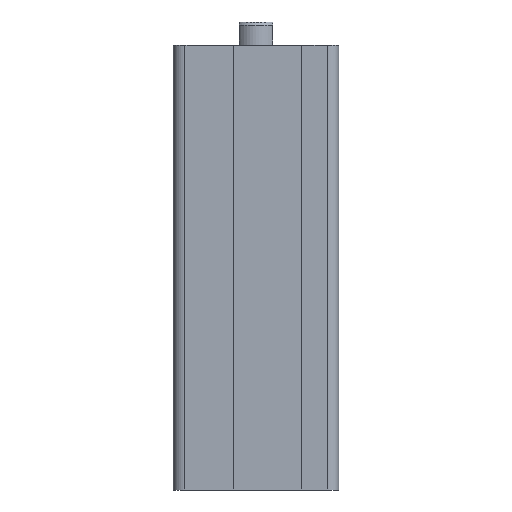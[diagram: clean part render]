
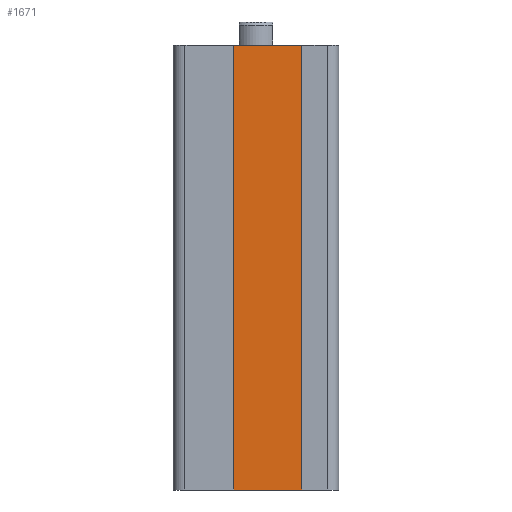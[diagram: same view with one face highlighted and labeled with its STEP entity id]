
A CAD part, left-side view. The second image highlights one B-rep face of the part: STEP entity #1671.
In plain terms, the highlighted planar face has unit normal (-1, 0, 0).
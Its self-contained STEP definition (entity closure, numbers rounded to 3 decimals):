
#745=CARTESIAN_POINT('',(-7.8,4.2,67.0));
#746=VERTEX_POINT('',#745);
#753=CARTESIAN_POINT('',(-7.8,-7.8,67.0));
#754=VERTEX_POINT('',#753);
#755=CARTESIAN_POINT('',(-7.8,-7.8,67.0));
#756=DIRECTION('',(0.0,1.0,0.0));
#757=VECTOR('',#756,12.0);
#758=LINE('',#755,#757);
#759=EDGE_CURVE('',#754,#746,#758,.T.);
#1630=CARTESIAN_POINT('',(-7.8,-7.8,0.0));
#1631=VERTEX_POINT('',#1630);
#1632=CARTESIAN_POINT('',(-7.8,-7.8,0.0));
#1633=DIRECTION('',(0.0,0.0,1.0));
#1634=VECTOR('',#1633,67.0);
#1635=LINE('',#1632,#1634);
#1636=EDGE_CURVE('',#1631,#754,#1635,.T.);
#1648=CARTESIAN_POINT('',(-7.8,-7.8,0.0));
#1649=DIRECTION('',(-1.0,0.0,0.0));
#1650=DIRECTION('',(0.0,0.0,1.0));
#1651=AXIS2_PLACEMENT_3D('',#1648,#1649,#1650);
#1652=PLANE('',#1651);
#1653=ORIENTED_EDGE('',*,*,#759,.T.);
#1654=CARTESIAN_POINT('',(-7.8,4.2,0.0));
#1655=VERTEX_POINT('',#1654);
#1656=CARTESIAN_POINT('',(-7.8,4.2,0.0));
#1657=DIRECTION('',(0.0,0.0,1.0));
#1658=VECTOR('',#1657,67.0);
#1659=LINE('',#1656,#1658);
#1660=EDGE_CURVE('',#1655,#746,#1659,.T.);
#1661=ORIENTED_EDGE('',*,*,#1660,.F.);
#1662=CARTESIAN_POINT('',(-7.8,4.2,0.0));
#1663=DIRECTION('',(0.0,-1.0,0.0));
#1664=VECTOR('',#1663,12.0);
#1665=LINE('',#1662,#1664);
#1666=EDGE_CURVE('',#1655,#1631,#1665,.T.);
#1667=ORIENTED_EDGE('',*,*,#1666,.T.);
#1668=ORIENTED_EDGE('',*,*,#1636,.T.);
#1669=EDGE_LOOP('',(#1653,#1661,#1667,#1668));
#1670=FACE_OUTER_BOUND('',#1669,.T.);
#1671=ADVANCED_FACE('',(#1670),#1652,.T.);
